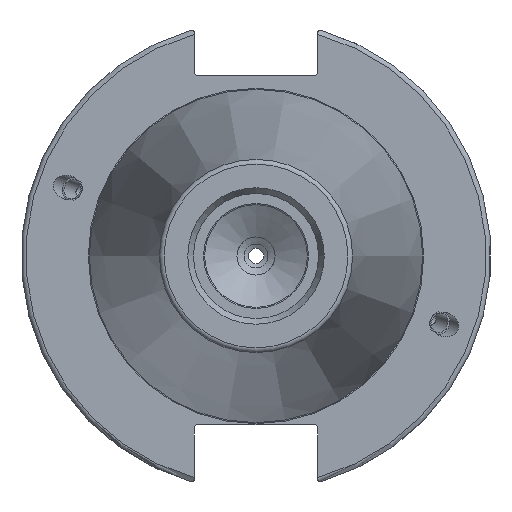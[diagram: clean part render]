
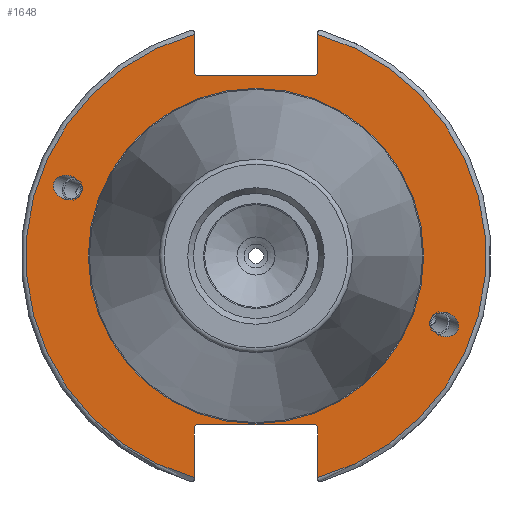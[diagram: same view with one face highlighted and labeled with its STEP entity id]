
A CAD part, left-side view. The second image highlights one B-rep face of the part: STEP entity #1648.
In plain terms, the highlighted planar face has unit normal (-1, 0, 0).
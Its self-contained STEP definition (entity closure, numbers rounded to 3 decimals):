
#31=ELLIPSE('',#1776,3.052,2.5);
#32=ELLIPSE('',#1815,3.052,2.5);
#133=LINE('',#3067,#227);
#134=LINE('',#3069,#228);
#135=LINE('',#3071,#229);
#136=LINE('',#3073,#230);
#137=LINE('',#3075,#231);
#138=LINE('',#3079,#232);
#139=LINE('',#3081,#233);
#140=LINE('',#3083,#234);
#141=LINE('',#3085,#235);
#142=LINE('',#3086,#236);
#227=VECTOR('',#2190,10.);
#228=VECTOR('',#2191,10.);
#229=VECTOR('',#2192,10.);
#230=VECTOR('',#2193,10.);
#231=VECTOR('',#2194,10.);
#232=VECTOR('',#2197,10.);
#233=VECTOR('',#2198,10.);
#234=VECTOR('',#2199,10.);
#235=VECTOR('',#2200,10.);
#236=VECTOR('',#2201,10.);
#313=FACE_BOUND('',#494,.T.);
#314=FACE_BOUND('',#495,.T.);
#315=FACE_BOUND('',#496,.T.);
#329=PLANE('',#1828);
#395=FACE_OUTER_BOUND('',#493,.T.);
#493=EDGE_LOOP('',(#1339,#1340,#1341,#1342,#1343,#1344,#1345,#1346,#1347,
#1348,#1349,#1350));
#494=EDGE_LOOP('',(#1351));
#495=EDGE_LOOP('',(#1352));
#496=EDGE_LOOP('',(#1353,#1354));
#612=CIRCLE('',#1824,35.125);
#613=CIRCLE('',#1825,35.125);
#616=CIRCLE('',#1829,48.213);
#617=CIRCLE('',#1830,48.213);
#716=VERTEX_POINT('',#2768);
#759=VERTEX_POINT('',#3037);
#765=VERTEX_POINT('',#3054);
#766=VERTEX_POINT('',#3056);
#768=VERTEX_POINT('',#3063);
#769=VERTEX_POINT('',#3064);
#770=VERTEX_POINT('',#3066);
#771=VERTEX_POINT('',#3068);
#772=VERTEX_POINT('',#3070);
#773=VERTEX_POINT('',#3072);
#774=VERTEX_POINT('',#3074);
#775=VERTEX_POINT('',#3076);
#776=VERTEX_POINT('',#3078);
#777=VERTEX_POINT('',#3080);
#778=VERTEX_POINT('',#3082);
#779=VERTEX_POINT('',#3084);
#913=EDGE_CURVE('',#716,#716,#31,.T.);
#969=EDGE_CURVE('',#759,#759,#32,.T.);
#977=EDGE_CURVE('',#765,#766,#612,.T.);
#978=EDGE_CURVE('',#766,#765,#613,.T.);
#981=EDGE_CURVE('',#768,#769,#616,.T.);
#982=EDGE_CURVE('',#768,#770,#133,.T.);
#983=EDGE_CURVE('',#771,#770,#134,.T.);
#984=EDGE_CURVE('',#771,#772,#135,.T.);
#985=EDGE_CURVE('',#773,#772,#136,.T.);
#986=EDGE_CURVE('',#773,#774,#137,.T.);
#987=EDGE_CURVE('',#775,#774,#617,.T.);
#988=EDGE_CURVE('',#775,#776,#138,.T.);
#989=EDGE_CURVE('',#777,#776,#139,.T.);
#990=EDGE_CURVE('',#777,#778,#140,.T.);
#991=EDGE_CURVE('',#779,#778,#141,.T.);
#992=EDGE_CURVE('',#779,#769,#142,.T.);
#1339=ORIENTED_EDGE('',*,*,#981,.F.);
#1340=ORIENTED_EDGE('',*,*,#982,.T.);
#1341=ORIENTED_EDGE('',*,*,#983,.F.);
#1342=ORIENTED_EDGE('',*,*,#984,.T.);
#1343=ORIENTED_EDGE('',*,*,#985,.F.);
#1344=ORIENTED_EDGE('',*,*,#986,.T.);
#1345=ORIENTED_EDGE('',*,*,#987,.F.);
#1346=ORIENTED_EDGE('',*,*,#988,.T.);
#1347=ORIENTED_EDGE('',*,*,#989,.F.);
#1348=ORIENTED_EDGE('',*,*,#990,.T.);
#1349=ORIENTED_EDGE('',*,*,#991,.F.);
#1350=ORIENTED_EDGE('',*,*,#992,.T.);
#1351=ORIENTED_EDGE('',*,*,#913,.T.);
#1352=ORIENTED_EDGE('',*,*,#969,.T.);
#1353=ORIENTED_EDGE('',*,*,#978,.F.);
#1354=ORIENTED_EDGE('',*,*,#977,.F.);
#1648=ADVANCED_FACE('',(#395,#313,#314,#315),#329,.T.);
#1776=AXIS2_PLACEMENT_3D('',#2770,#2064,#2065);
#1815=AXIS2_PLACEMENT_3D('',#3039,#2158,#2159);
#1824=AXIS2_PLACEMENT_3D('',#3057,#2178,#2179);
#1825=AXIS2_PLACEMENT_3D('',#3058,#2180,#2181);
#1828=AXIS2_PLACEMENT_3D('',#3062,#2186,#2187);
#1829=AXIS2_PLACEMENT_3D('',#3065,#2188,#2189);
#1830=AXIS2_PLACEMENT_3D('',#3077,#2195,#2196);
#2064=DIRECTION('center_axis',(1.,0.,0.));
#2065=DIRECTION('ref_axis',(0.,-0.94,-0.342));
#2158=DIRECTION('center_axis',(1.,0.,0.));
#2159=DIRECTION('ref_axis',(0.,0.94,0.342));
#2178=DIRECTION('center_axis',(-1.,0.,0.));
#2179=DIRECTION('ref_axis',(0.,-1.,0.));
#2180=DIRECTION('center_axis',(-1.,0.,0.));
#2181=DIRECTION('ref_axis',(0.,-1.,0.));
#2186=DIRECTION('center_axis',(-1.,0.,0.));
#2187=DIRECTION('ref_axis',(0.,0.,1.));
#2188=DIRECTION('center_axis',(1.,0.,0.));
#2189=DIRECTION('ref_axis',(0.,-1.,0.));
#2190=DIRECTION('',(0.,0.,-1.));
#2191=DIRECTION('',(0.,-0.707,0.707));
#2192=DIRECTION('',(0.,1.,0.));
#2193=DIRECTION('',(0.,-0.707,-0.707));
#2194=DIRECTION('',(0.,0.,1.));
#2195=DIRECTION('center_axis',(1.,0.,0.));
#2196=DIRECTION('ref_axis',(0.,1.,0.));
#2197=DIRECTION('',(0.,0.,1.));
#2198=DIRECTION('',(0.,0.707,-0.707));
#2199=DIRECTION('',(0.,-1.,0.));
#2200=DIRECTION('',(0.,0.707,0.707));
#2201=DIRECTION('',(0.,0.,-1.));
#2768=CARTESIAN_POINT('',(3.175,-36.599,-13.321));
#2770=CARTESIAN_POINT('Origin',(3.175,-39.467,-14.365));
#3037=CARTESIAN_POINT('',(3.175,36.599,13.321));
#3039=CARTESIAN_POINT('Origin',(3.175,39.467,14.365));
#3054=CARTESIAN_POINT('',(3.175,0.,35.125));
#3056=CARTESIAN_POINT('',(3.175,35.125,0.));
#3057=CARTESIAN_POINT('Origin',(3.175,0.,0.));
#3058=CARTESIAN_POINT('Origin',(3.175,0.,0.));
#3062=CARTESIAN_POINT('Origin',(3.175,49.213,0.));
#3063=CARTESIAN_POINT('',(3.175,-12.95,46.441));
#3064=CARTESIAN_POINT('',(3.175,-12.95,-46.441));
#3065=CARTESIAN_POINT('Origin',(3.175,0.,0.));
#3066=CARTESIAN_POINT('',(3.175,-12.95,38.219));
#3067=CARTESIAN_POINT('',(3.175,-12.95,18.86));
#3068=CARTESIAN_POINT('',(3.175,-12.45,37.719));
#3069=CARTESIAN_POINT('',(3.175,12.27,12.999));
#3070=CARTESIAN_POINT('',(3.175,12.45,37.719));
#3071=CARTESIAN_POINT('',(3.175,24.606,37.719));
#3072=CARTESIAN_POINT('',(3.175,12.95,38.219));
#3073=CARTESIAN_POINT('',(3.175,12.336,37.605));
#3074=CARTESIAN_POINT('',(3.175,12.95,46.441));
#3075=CARTESIAN_POINT('',(3.175,12.95,18.86));
#3076=CARTESIAN_POINT('',(3.175,12.95,-46.441));
#3077=CARTESIAN_POINT('Origin',(3.175,0.,0.));
#3078=CARTESIAN_POINT('',(3.175,12.95,-35.806));
#3079=CARTESIAN_POINT('',(3.175,12.95,-17.653));
#3080=CARTESIAN_POINT('',(3.175,12.45,-35.306));
#3081=CARTESIAN_POINT('',(3.175,12.939,-35.795));
#3082=CARTESIAN_POINT('',(3.175,-12.45,-35.306));
#3083=CARTESIAN_POINT('',(3.175,24.606,-35.306));
#3084=CARTESIAN_POINT('',(3.175,-12.95,-35.806));
#3085=CARTESIAN_POINT('',(3.175,11.667,-11.189));
#3086=CARTESIAN_POINT('',(3.175,-12.95,-17.653));
